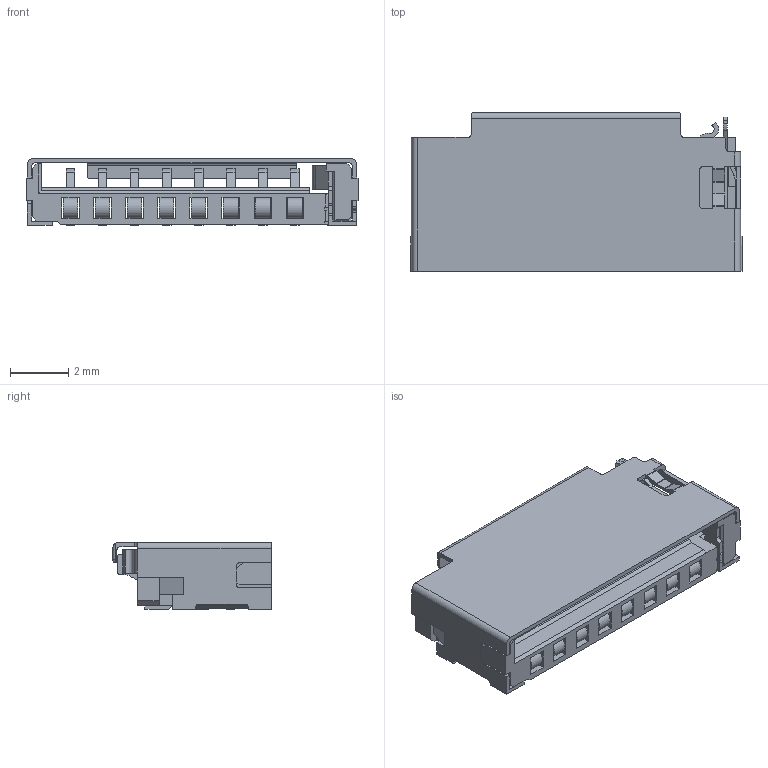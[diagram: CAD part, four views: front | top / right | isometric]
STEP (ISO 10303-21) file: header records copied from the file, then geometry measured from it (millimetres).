
FILE_DESCRIPTION(/* description */ ('STEP AP242'),/* implementation_level */ '2;1');
FILE_NAME(/* name */ 'Molex - 0475710001.step',/* time_stamp */ '2026-02-05T04:18:17Z',/* author */ (''),/* organization */ (''),/* preprocessor_version */ 'ST-DEVELOPER v20.1',/* originating_system */ 'Autodesk Translation Framework v14.24.0.0',/* authorisation */ '');
FILE_SCHEMA (('AUTOMOTIVE_DESIGN { 1 0 10303 214 3 1 1 }'));
Length unit declared in the file: millimetre
Products named in the file (1): 0475710001_1
Bounding box: 11.4 x 5.45 x 2.3 mm (x, y, z)
Volume: 52.2 mm3; surface area: 444.6 mm2
Topology: 1 solids, 1 shells, 685 faces, 2077 edges, 1350 vertices
Faces by surface type: plane 579, cylinder 104, sphere 2
Entity records: 23413 total; most frequent: ORIENTED_EDGE 4154, CARTESIAN_POINT 4131, DIRECTION 3659, EDGE_CURVE 2077, LINE 1863, VECTOR 1863, VERTEX_POINT 1350, AXIS2_PLACEMENT_3D 898
